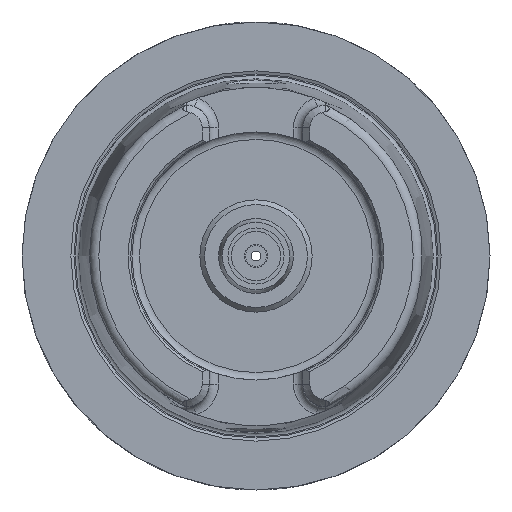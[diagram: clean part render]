
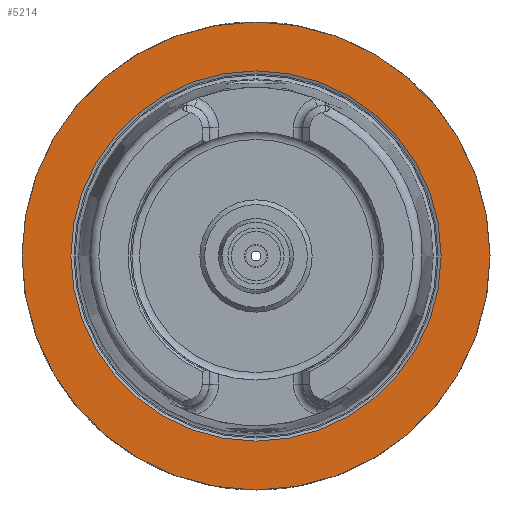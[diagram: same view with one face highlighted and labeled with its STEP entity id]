
A CAD part, left-side view. The second image highlights one B-rep face of the part: STEP entity #5214.
In plain terms, the highlighted planar face has unit normal (-1, 0, 0).
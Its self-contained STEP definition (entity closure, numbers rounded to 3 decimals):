
#4400=CARTESIAN_POINT('',(0.,50.0,0.0));
#4401=VERTEX_POINT('',#4400);
#4402=CARTESIAN_POINT('',(0.,0.,0.0));
#4403=DIRECTION('',(1.0,0.0,0.0));
#4404=DIRECTION('',(0.0,1.0,0.0));
#4405=AXIS2_PLACEMENT_3D('',#4402,#4403,#4404);
#4406=CIRCLE('',#4405,50.0);
#4407=EDGE_CURVE('',#4401,#4401,#4406,.T.);
#5188=CARTESIAN_POINT('',(0.,39.55,0.0));
#5189=VERTEX_POINT('',#5188);
#5190=CARTESIAN_POINT('',(0.,0.,0.0));
#5191=DIRECTION('',(1.0,0.0,0.0));
#5192=DIRECTION('',(0.0,1.0,0.0));
#5193=AXIS2_PLACEMENT_3D('',#5190,#5191,#5192);
#5194=CIRCLE('',#5193,39.55);
#5195=EDGE_CURVE('',#5189,#5189,#5194,.T.);
#5203=CARTESIAN_POINT('',(0.,44.775,0.0));
#5204=DIRECTION('',(-1.0,0.0,0.0));
#5205=DIRECTION('',(0.0,0.0,1.0));
#5206=AXIS2_PLACEMENT_3D('',#5203,#5204,#5205);
#5207=PLANE('',#5206);
#5208=ORIENTED_EDGE('',*,*,#4407,.F.);
#5209=EDGE_LOOP('',(#5208));
#5210=FACE_OUTER_BOUND('',#5209,.T.);
#5211=ORIENTED_EDGE('',*,*,#5195,.T.);
#5212=EDGE_LOOP('',(#5211));
#5213=FACE_BOUND('',#5212,.T.);
#5214=ADVANCED_FACE('',(#5210,#5213),#5207,.T.);
